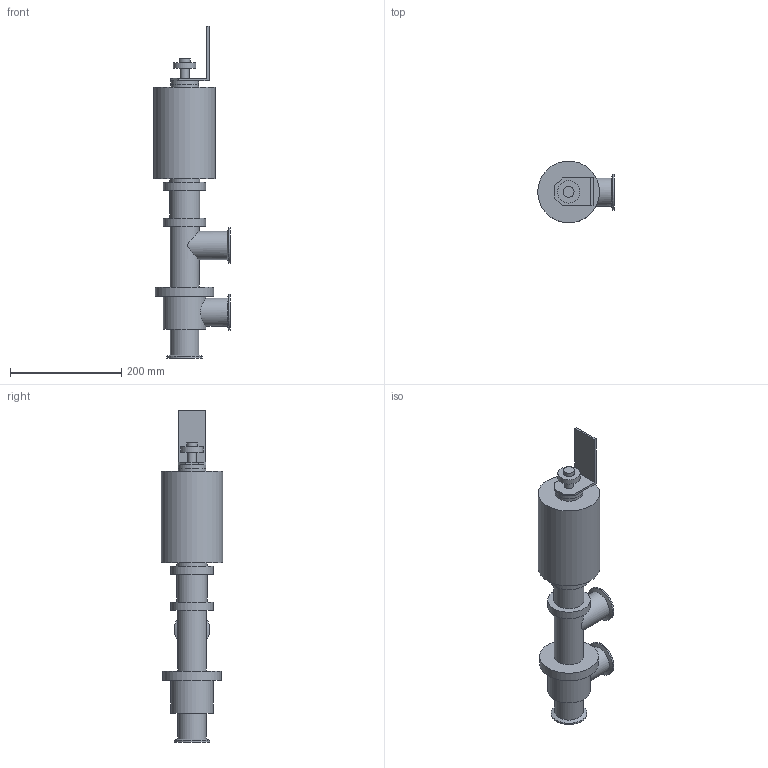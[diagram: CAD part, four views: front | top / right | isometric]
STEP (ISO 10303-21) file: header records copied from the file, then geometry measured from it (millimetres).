
FILE_DESCRIPTION(/* description */ (''),/* implementation_level */ '2;1');
FILE_NAME(/* name */ 'WFC_20.stp',/* time_stamp */ '2021-08-19T17:49:15+09:00',/* author */ ('m'),/* organization */ (''),/* preprocessor_version */ 'ST-DEVELOPER v18.1',/* originating_system */ 'Autodesk Inventor 2021',/* authorisation */ '');
FILE_SCHEMA (('AUTOMOTIVE_DESIGN { 1 0 10303 214 3 1 1 }'));
Length unit declared in the file: millimetre
Products named in the file (3): WFC_20; WF_AUTO; SQLS [SW=0]
Assembly tree (2 placements, depth 2):
  WFC_20
    WF_AUTO
    SQLS [SW=0]
Bounding box: 137.4 x 110.8 x 595.9 mm (x, y, z)
Volume: 2656779.6 mm3; surface area: 244967.8 mm2
Topology: 3 solids, 3 shells, 57 faces, 106 edges, 68 vertices
Faces by surface type: plane 30, cylinder 24, cone 3
Full cylindrical faces by diameter (mm): 16 x1, 19.5 x1, 40 x1, 47.8 x3, 50 x2, 50.8 x3, 52 x1, 54 x2, 64 x3, 76 x2, 76.3 x1, 105 x1, 110.8 x1
Entity records: 1794 total; most frequent: CARTESIAN_POINT 518, DIRECTION 262, ORIENTED_EDGE 212, EDGE_CURVE 106, AXIS2_PLACEMENT_3D 104, EDGE_LOOP 70, VERTEX_POINT 68, FACE_OUTER_BOUND 57
